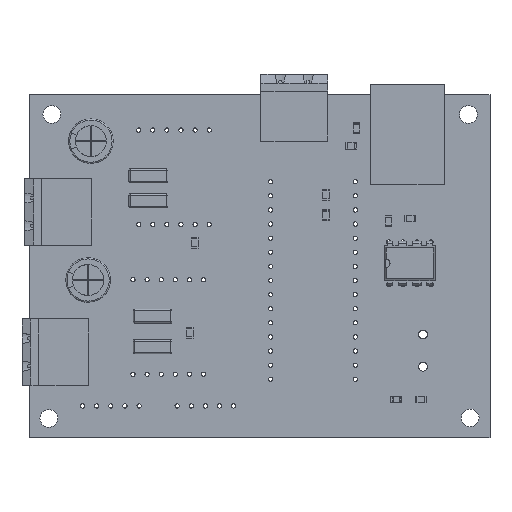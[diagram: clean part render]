
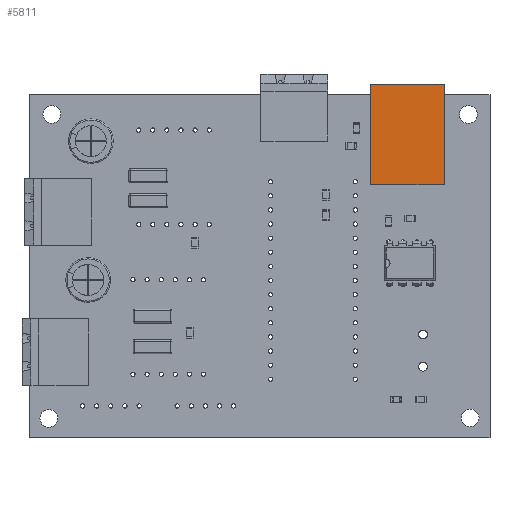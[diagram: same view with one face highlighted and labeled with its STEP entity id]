
A CAD part, top view. The second image highlights one B-rep face of the part: STEP entity #5811.
In plain terms, the highlighted planar face has unit normal (0, 0, 1).
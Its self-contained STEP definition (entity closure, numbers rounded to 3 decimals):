
#5633 = VERTEX_POINT('',#5634);
#5634 = CARTESIAN_POINT('',(0.,-18.,11.5));
#5640 = EDGE_CURVE('',#5633,#5641,#5643,.T.);
#5641 = VERTEX_POINT('',#5642);
#5642 = CARTESIAN_POINT('',(13.2,-18.,11.5));
#5643 = LINE('',#5644,#5645);
#5644 = CARTESIAN_POINT('',(0.,-18.,11.5));
#5645 = VECTOR('',#5646,1.);
#5646 = DIRECTION('',(1.,0.,0.));
#5673 = VERTEX_POINT('',#5674);
#5674 = CARTESIAN_POINT('',(0.,0.,11.5));
#5680 = EDGE_CURVE('',#5673,#5633,#5681,.T.);
#5681 = LINE('',#5682,#5683);
#5682 = CARTESIAN_POINT('',(0.,0.,11.5));
#5683 = VECTOR('',#5684,1.);
#5684 = DIRECTION('',(0.,-1.,0.));
#5702 = EDGE_CURVE('',#5641,#5703,#5705,.T.);
#5703 = VERTEX_POINT('',#5704);
#5704 = CARTESIAN_POINT('',(13.2,0.,11.5));
#5705 = LINE('',#5706,#5707);
#5706 = CARTESIAN_POINT('',(13.2,-18.,11.5));
#5707 = VECTOR('',#5708,1.);
#5708 = DIRECTION('',(0.,1.,0.));
#5811 = ADVANCED_FACE('',(#5812),#5823,.T.);
#5812 = FACE_BOUND('',#5813,.T.);
#5813 = EDGE_LOOP('',(#5814,#5815,#5816,#5822));
#5814 = ORIENTED_EDGE('',*,*,#5640,.T.);
#5815 = ORIENTED_EDGE('',*,*,#5702,.T.);
#5816 = ORIENTED_EDGE('',*,*,#5817,.T.);
#5817 = EDGE_CURVE('',#5703,#5673,#5818,.T.);
#5818 = LINE('',#5819,#5820);
#5819 = CARTESIAN_POINT('',(13.2,0.,11.5));
#5820 = VECTOR('',#5821,1.);
#5821 = DIRECTION('',(-1.,0.,0.));
#5822 = ORIENTED_EDGE('',*,*,#5680,.T.);
#5823 = PLANE('',#5824);
#5824 = AXIS2_PLACEMENT_3D('',#5825,#5826,#5827);
#5825 = CARTESIAN_POINT('',(6.6,-9.,11.5));
#5826 = DIRECTION('',(0.,0.,1.));
#5827 = DIRECTION('',(1.,0.,-0.));
